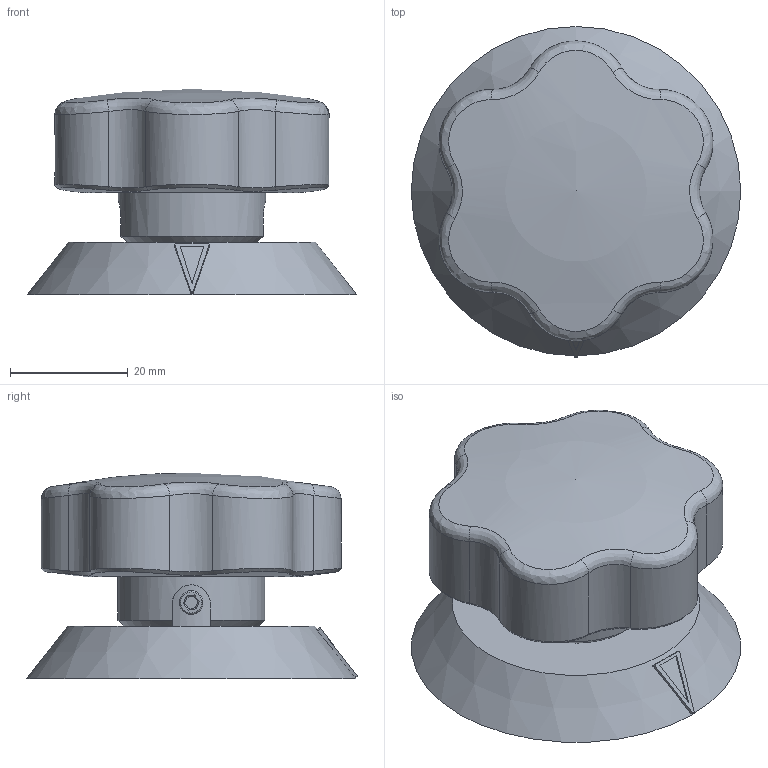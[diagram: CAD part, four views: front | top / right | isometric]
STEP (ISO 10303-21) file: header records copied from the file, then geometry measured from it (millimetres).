
FILE_DESCRIPTION(/* description */ ('File 3d .step'),/* implementation_level */ '2;1');
FILE_NAME(/* name */ '6129025_VBI_56_ø6',/* time_stamp */ '2019-08-26T11:22:28+02:00',/* author */ ('Zorzan D.'),/* organization */ ('Gamm Srl.'),/* preprocessor_version */ 'ST-DEVELOPER v16.7',/* originating_system */ 'DEX',/* authorisation */ $);
FILE_SCHEMA (('AUTOMOTIVE_DESIGN {1 0 10303 214 3 1 1}'));
Length unit declared in the file: millimetre
Products named in the file (1): 6129025_VBI_56_ø6
Bounding box: 56 x 56.26 x 35 mm (x, y, z)
Volume: 31656.3 mm3; surface area: 15043.3 mm2
Topology: 1 solids, 1 shells, 160 faces, 440 edges, 281 vertices
Faces by surface type: plane 72, cylinder 33, cone 25, bspline 24, torus 5, sphere 1
Full cylindrical faces by diameter (mm): 4 x2, 6 x1, 10.2 x1, 25 x1, 35.5 x1
Entity records: 6659 total; most frequent: CARTESIAN_POINT 1820, ORIENTED_EDGE 816, DIRECTION 668, EDGE_CURVE 408, VERTEX_POINT 270, AXIS2_PLACEMENT_3D 250, FACE_BOUND 196, EDGE_LOOP 195
